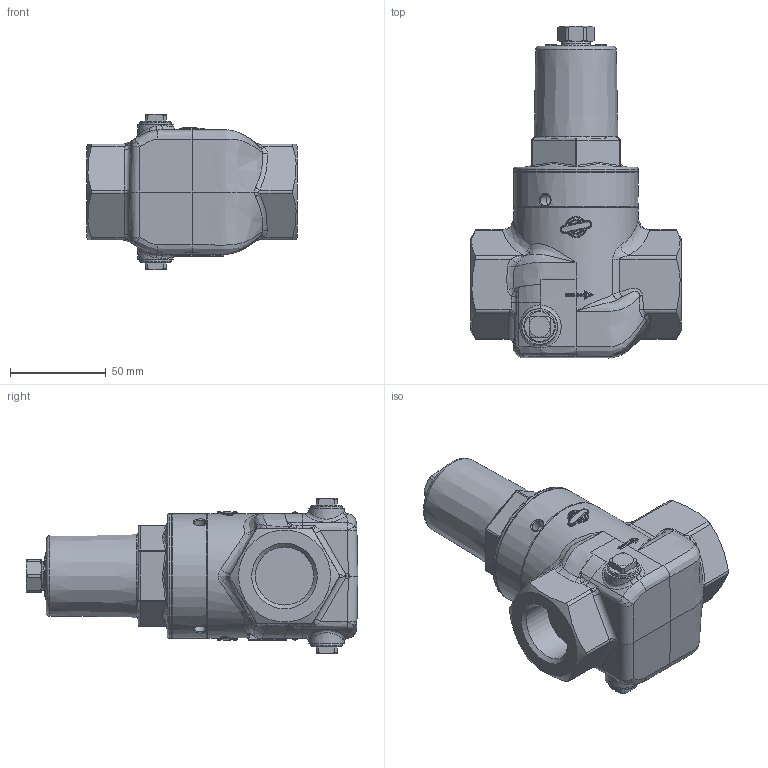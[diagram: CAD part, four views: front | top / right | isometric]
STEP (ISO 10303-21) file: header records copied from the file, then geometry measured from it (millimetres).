
FILE_DESCRIPTION(/* description */ (''),/* implementation_level */ '2;1');
FILE_NAME(/* name */ '072504.stp',/* time_stamp */ '2014-09-11T15:15:06+02:00',/* author */ ('powierski'),/* organization */ (''),/* preprocessor_version */ 'ST-DEVELOPER v15.2',/* originating_system */ 'Autodesk Inventor 2014',/* authorisation */ '');
FILE_SCHEMA (('AUTOMOTIVE_DESIGN { 1 0 10303 214 3 1 1 }'));
Length unit declared in the file: millimetre
Products named in the file (1): 072504_Shrinkwrap_1
Bounding box: 110 x 173.26 x 81 mm (x, y, z)
Volume: 612015.2 mm3; surface area: 72025.5 mm2
Topology: 7 solids, 7 shells, 810 faces, 2068 edges, 1285 vertices
Faces by surface type: bspline 399, plane 195, cylinder 119, cone 50, torus 33, sphere 14
Full cylindrical faces by diameter (mm): 6.1 x3, 10 x2, 10.2 x1, 11 x2, 13.16 x2, 15 x2, 16.5 x2, 30.3 x2, 56.3 x1, 58 x1, 60 x2, 65 x2
Entity records: 38696 total; most frequent: CARTESIAN_POINT 22357, ORIENTED_EDGE 3964, DIRECTION 2170, EDGE_CURVE 1982, VERTEX_POINT 1266, B_SPLINE_CURVE_WITH_KNOTS 1060, EDGE_LOOP 890, AXIS2_PLACEMENT_3D 888
